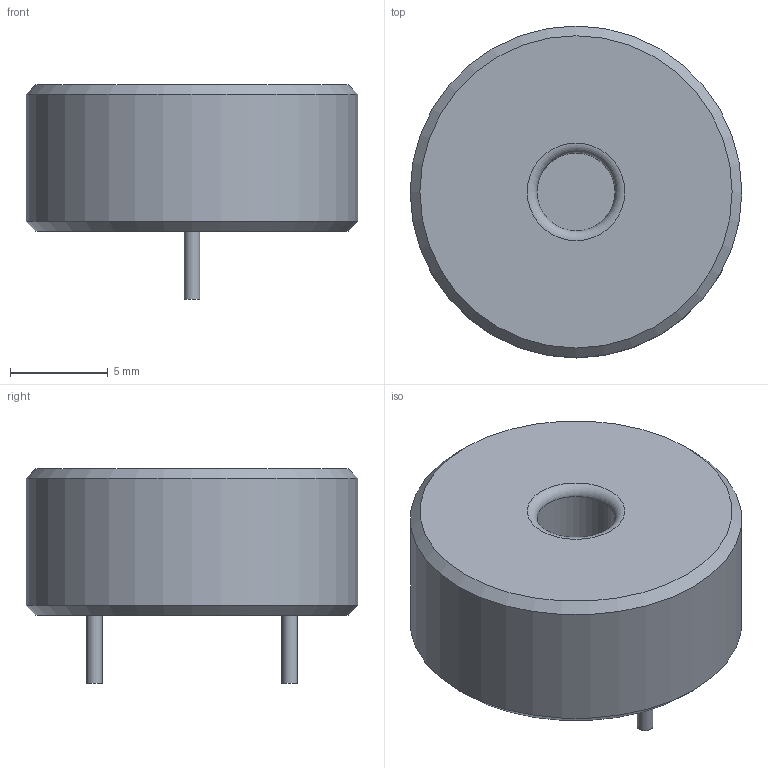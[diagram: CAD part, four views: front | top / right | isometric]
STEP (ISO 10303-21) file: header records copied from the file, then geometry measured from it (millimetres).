
FILE_DESCRIPTION(/* description */ (''),/* implementation_level */ '2;1');
FILE_NAME(/* name */ 'Buzzer 10mm.stp',/* time_stamp */ '2020-08-09T13:33:20-04:00',/* author */ ('Ishaan'),/* organization */ (''),/* preprocessor_version */ 'ST-DEVELOPER v18',/* originating_system */ 'Autodesk Inventor 2020',/* authorisation */ '');
FILE_SCHEMA (('AUTOMOTIVE_DESIGN { 1 0 10303 214 3 1 1 }'));
Length unit declared in the file: millimetre
Products named in the file (1): Buzzer 10mm
Bounding box: 17 x 17 x 11 mm (x, y, z)
Volume: 1535.3 mm3; surface area: 929.7 mm2
Topology: 1 solids, 1 shells, 15 faces, 33 edges, 24 vertices
Faces by surface type: plane 6, cylinder 4, torus 3, cone 2
Full cylindrical faces by diameter (mm): 0.8 x2, 4 x1, 17 x1
Entity records: 506 total; most frequent: DIRECTION 92, CARTESIAN_POINT 73, ORIENTED_EDGE 66, AXIS2_PLACEMENT_3D 43, EDGE_CURVE 33, CIRCLE 27, VERTEX_POINT 24, EDGE_LOOP 19
